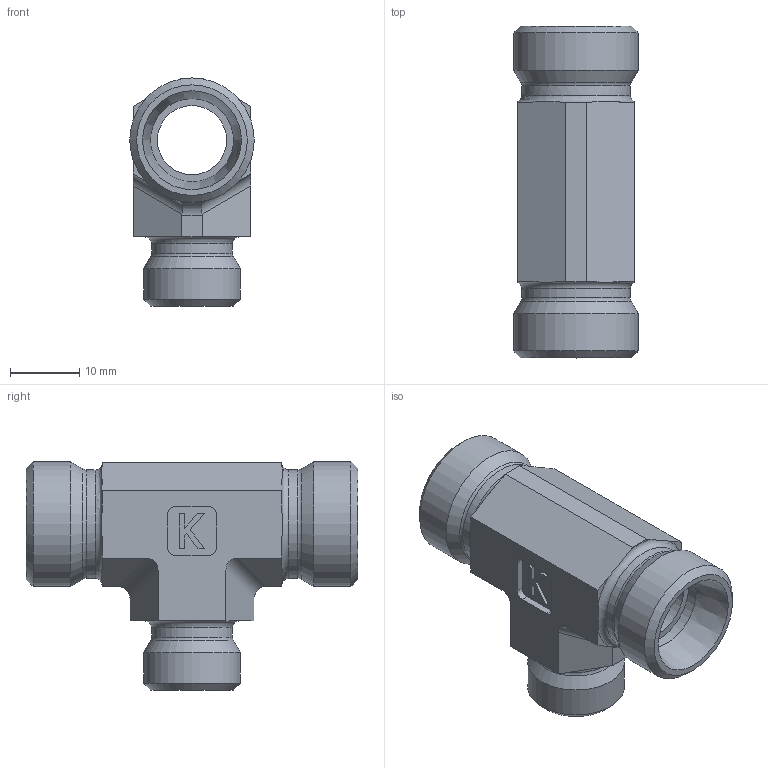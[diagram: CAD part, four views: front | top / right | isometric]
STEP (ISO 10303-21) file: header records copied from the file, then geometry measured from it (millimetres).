
FILE_DESCRIPTION((''),'2;1');
FILE_NAME('374121208.stp','2014-08-13T15:51:22',(''),('KNOMI spol. s r. o.'),'Autodesk Inventor 2012','Autodesk Inventor 2012','');
FILE_SCHEMA(('AUTOMOTIVE_DESIGN { 1 2 10303 214 0 1 1 1 }'));
Length unit declared in the file: millimetre
Products named in the file (1): TS2 12/12/08L M18/M18/M14
Bounding box: 18 x 48 x 33 mm (x, y, z)
Volume: 9234.7 mm3; surface area: 5831.8 mm2
Topology: 1 solids, 1 shells, 90 faces, 237 edges, 155 vertices
Faces by surface type: plane 54, cylinder 21, cone 9, torus 6
Full cylindrical faces by diameter (mm): 6 x1, 8 x1, 10 x1, 11.7 x1, 12 x2, 14 x1, 15.7 x2, 18 x2
Entity records: 2710 total; most frequent: CARTESIAN_POINT 585, DIRECTION 436, ORIENTED_EDGE 402, EDGE_CURVE 201, AXIS2_PLACEMENT_3D 158, VERTEX_POINT 145, EDGE_LOOP 126, VECTOR 120
